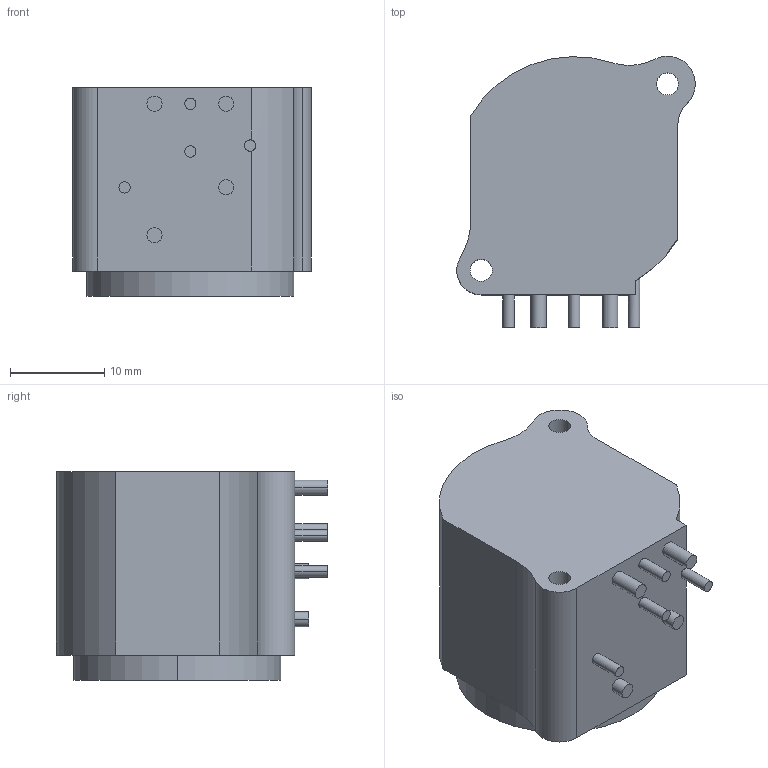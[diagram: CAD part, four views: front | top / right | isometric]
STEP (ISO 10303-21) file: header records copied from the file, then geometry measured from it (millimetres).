
FILE_DESCRIPTION((''),'2;1');
FILE_NAME('D-NC3MAH-S','2020-02-25T09:52:38',('bej'),(''),'CREO PARAMETRIC BY PTC INC, 2019080','CREO PARAMETRIC BY PTC INC, 2019080','');
FILE_SCHEMA(('CONFIG_CONTROL_DESIGN'));
Length unit declared in the file: millimetre
Products named in the file (1): D-NC3MAH-S
Bounding box: 25.35 x 28.85 x 22.2 mm (x, y, z)
Volume: 8723.4 mm3; surface area: 4352.6 mm2
Topology: 1 solids, 1 shells, 58 faces, 131 edges, 86 vertices
Faces by surface type: cylinder 37, plane 21
Entity records: 1714 total; most frequent: DIRECTION 319, CARTESIAN_POINT 290, ORIENTED_EDGE 262, AXIS2_PLACEMENT_3D 132, EDGE_CURVE 131, VERTEX_POINT 86, CIRCLE 74, EDGE_LOOP 73
